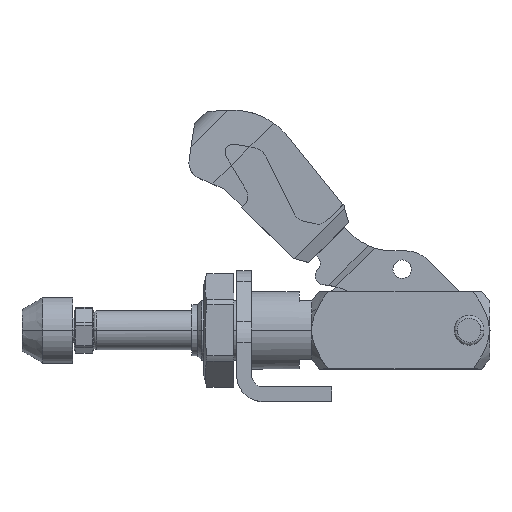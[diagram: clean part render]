
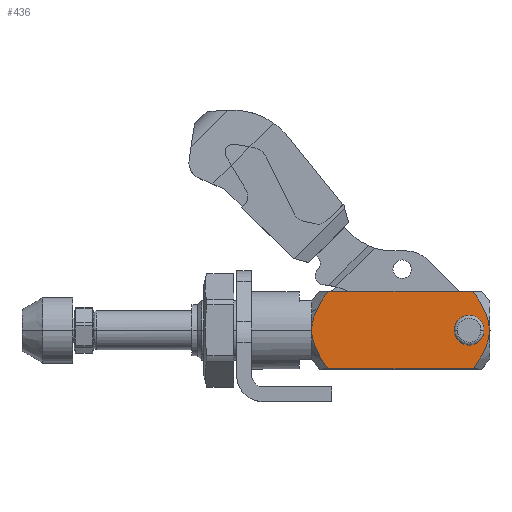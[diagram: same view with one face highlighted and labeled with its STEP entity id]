
A CAD part, top view. The second image highlights one B-rep face of the part: STEP entity #436.
In plain terms, the highlighted planar face has unit normal (0, 0, 1).
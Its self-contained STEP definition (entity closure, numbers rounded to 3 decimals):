
#436=ADVANCED_FACE('NONE',(#1165,#1166),#1167,.T.);
#1165=FACE_OUTER_BOUND('',#2288,.T.);
#1166=FACE_BOUND('',#2289,.T.);
#1167=PLANE('',#2290);
#2288=EDGE_LOOP('',(#3771,#3772,#3773,#3774,#3775,#3776));
#2289=EDGE_LOOP('',(#3777,#3778));
#2290=AXIS2_PLACEMENT_3D('',#3779,#3780,#3781);
#3771=ORIENTED_EDGE('',*,*,#6628,.T.);
#3772=ORIENTED_EDGE('',*,*,#6631,.F.);
#3773=ORIENTED_EDGE('',*,*,#6650,.T.);
#3774=ORIENTED_EDGE('',*,*,#6644,.F.);
#3775=ORIENTED_EDGE('',*,*,#6646,.T.);
#3776=ORIENTED_EDGE('',*,*,#6624,.F.);
#3777=ORIENTED_EDGE('',*,*,#6535,.T.);
#3778=ORIENTED_EDGE('',*,*,#6651,.T.);
#3779=CARTESIAN_POINT('',(0.0,-12.0,6.5));
#3780=DIRECTION('',(0.0,0.0,1.0));
#3781=DIRECTION('',(1.0,-0.0,0.0));
#6535=EDGE_CURVE('NONE',#7761,#7759,#7762,.T.);
#6624=EDGE_CURVE('NONE',#7912,#7914,#7915,.T.);
#6628=EDGE_CURVE('NONE',#7912,#7918,#7920,.T.);
#6631=EDGE_CURVE('NONE',#7922,#7918,#7924,.T.);
#6644=EDGE_CURVE('NONE',#7939,#7726,#7941,.T.);
#6646=EDGE_CURVE('NONE',#7939,#7914,#7943,.T.);
#6650=EDGE_CURVE('NONE',#7922,#7726,#7947,.T.);
#6651=EDGE_CURVE('NONE',#7759,#7761,#7948,.T.);
#7726=VERTEX_POINT('NONE',#9506);
#7759=VERTEX_POINT('NONE',#9546);
#7761=VERTEX_POINT('NONE',#9549);
#7762=CIRCLE('',#9550,2.5);
#7912=VERTEX_POINT('NONE',#9758);
#7914=VERTEX_POINT('NONE',#9763);
#7915=B_SPLINE_CURVE_WITH_KNOTS('',3,(#9764,#9765,#9766,#9767,#9768,#9769,#9770,#9771,#9772,#9773,#9774,#9775,#9776,#9777,#9778,#9779,#9780,#9781,#9782,#9783,#9784,#9785),.UNSPECIFIED.,.F.,.F.,(4,2,2,2,2,2,2,2,2,2,4),(0.0,0.002,0.004,0.005,0.006,0.007,0.009,0.01,0.011,0.012,0.014),.UNSPECIFIED.);
#7918=VERTEX_POINT('NONE',#9791);
#7920=LINE('',#9796,#9797);
#7922=VERTEX_POINT('NONE',#9799);
#7924=B_SPLINE_CURVE_WITH_KNOTS('',3,(#9802,#9803,#9804,#9805,#9806,#9807),.UNSPECIFIED.,.F.,.F.,(4,2,4),(0.,0.002,0.003),.UNSPECIFIED.);
#7939=VERTEX_POINT('NONE',#9824);
#7941=B_SPLINE_CURVE_WITH_KNOTS('',3,(#9829,#9830,#9831,#9832,#9833,#9834,#9835,#9836,#9837,#9838,#9839,#9840),.UNSPECIFIED.,.F.,.F.,(4,2,2,2,2,4),(0.0,0.002,0.004,0.005,0.006,0.007),.UNSPECIFIED.);
#7943=LINE('',#9842,#9843);
#7947=B_SPLINE_CURVE_WITH_KNOTS('',3,(#9847,#9848,#9849,#9850,#9851,#9852,#9853,#9854),.UNSPECIFIED.,.F.,.F.,(4,2,2,4),(0.,0.002,0.003,0.004),.UNSPECIFIED.);
#7948=CIRCLE('',#9855,2.5);
#9506=CARTESIAN_POINT('',(10.1,0.,6.5));
#9546=CARTESIAN_POINT('',(39.0,0.,6.5));
#9549=CARTESIAN_POINT('',(34.0,0.0,6.5));
#9550=AXIS2_PLACEMENT_3D('',#12645,#12646,#12647);
#9758=CARTESIAN_POINT('',(37.208,6.5,6.5));
#9763=CARTESIAN_POINT('',(37.208,-6.5,6.5));
#9764=CARTESIAN_POINT('',(37.208,6.5,6.5));
#9765=CARTESIAN_POINT('',(37.551,6.015,6.5));
#9766=CARTESIAN_POINT('',(37.88,5.522,6.5));
#9767=CARTESIAN_POINT('',(38.496,4.515,6.5));
#9768=CARTESIAN_POINT('',(38.782,4.,6.5));
#9769=CARTESIAN_POINT('',(39.284,2.934,6.5));
#9770=CARTESIAN_POINT('',(39.5,2.383,6.5));
#9771=CARTESIAN_POINT('',(39.733,1.511,6.5));
#9772=CARTESIAN_POINT('',(39.794,1.214,6.5));
#9773=CARTESIAN_POINT('',(39.877,0.619,6.5));
#9774=CARTESIAN_POINT('',(39.899,0.32,6.5));
#9775=CARTESIAN_POINT('',(39.902,-0.588,6.5));
#9776=CARTESIAN_POINT('',(39.818,-1.179,6.5));
#9777=CARTESIAN_POINT('',(39.591,-2.048,6.5));
#9778=CARTESIAN_POINT('',(39.498,-2.336,6.5));
#9779=CARTESIAN_POINT('',(39.288,-2.898,6.5));
#9780=CARTESIAN_POINT('',(39.171,-3.173,6.5));
#9781=CARTESIAN_POINT('',(38.792,-3.981,6.5));
#9782=CARTESIAN_POINT('',(38.504,-4.501,6.5));
#9783=CARTESIAN_POINT('',(37.884,-5.516,6.5));
#9784=CARTESIAN_POINT('',(37.553,-6.012,6.5));
#9785=CARTESIAN_POINT('',(37.208,-6.5,6.5));
#9791=CARTESIAN_POINT('',(12.792,6.5,6.5));
#9796=CARTESIAN_POINT('',(40.0,6.5,6.5));
#9797=VECTOR('',#12770,1000.0);
#9799=CARTESIAN_POINT('',(10.99,3.516,6.5));
#9802=CARTESIAN_POINT('',(10.99,3.516,6.5));
#9803=CARTESIAN_POINT('',(11.241,4.043,6.5));
#9804=CARTESIAN_POINT('',(11.525,4.551,6.5));
#9805=CARTESIAN_POINT('',(12.132,5.541,6.5));
#9806=CARTESIAN_POINT('',(12.456,6.024,6.5));
#9807=CARTESIAN_POINT('',(12.792,6.5,6.5));
#9824=CARTESIAN_POINT('',(12.792,-6.5,6.5));
#9829=CARTESIAN_POINT('',(12.792,-6.5,6.5));
#9830=CARTESIAN_POINT('',(12.448,-6.012,6.5));
#9831=CARTESIAN_POINT('',(12.116,-5.517,6.5));
#9832=CARTESIAN_POINT('',(11.495,-4.5,6.5));
#9833=CARTESIAN_POINT('',(11.205,-3.978,6.5));
#9834=CARTESIAN_POINT('',(10.699,-2.894,6.5));
#9835=CARTESIAN_POINT('',(10.487,-2.341,6.5));
#9836=CARTESIAN_POINT('',(10.262,-1.484,6.5));
#9837=CARTESIAN_POINT('',(10.202,-1.194,6.5));
#9838=CARTESIAN_POINT('',(10.121,-0.604,6.5));
#9839=CARTESIAN_POINT('',(10.1,-0.302,6.5));
#9840=CARTESIAN_POINT('',(10.1,0.,6.5));
#9842=CARTESIAN_POINT('',(10.0,-6.5,6.5));
#9843=VECTOR('',#12792,1000.0);
#9847=CARTESIAN_POINT('',(10.99,3.516,6.5));
#9848=CARTESIAN_POINT('',(10.726,2.962,6.5));
#9849=CARTESIAN_POINT('',(10.505,2.396,6.5));
#9850=CARTESIAN_POINT('',(10.269,1.52,6.5));
#9851=CARTESIAN_POINT('',(10.207,1.223,6.5));
#9852=CARTESIAN_POINT('',(10.123,0.619,6.5));
#9853=CARTESIAN_POINT('',(10.1,0.309,6.5));
#9854=CARTESIAN_POINT('',(10.1,0.,6.5));
#9855=AXIS2_PLACEMENT_3D('',#12796,#12797,#12798);
#12645=CARTESIAN_POINT('',(36.5,0.0,6.5));
#12646=DIRECTION('',(0.0,0.0,-1.0));
#12647=DIRECTION('',(-1.0,0.0,0.0));
#12770=DIRECTION('',(-1.0,-0.0,-0.0));
#12792=DIRECTION('',(1.0,0.0,0.0));
#12796=CARTESIAN_POINT('',(36.5,0.0,6.5));
#12797=DIRECTION('',(0.0,0.0,-1.0));
#12798=DIRECTION('',(-1.0,0.0,0.0));
